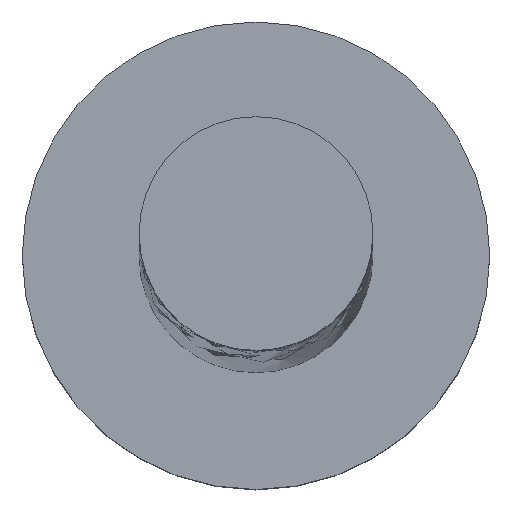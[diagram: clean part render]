
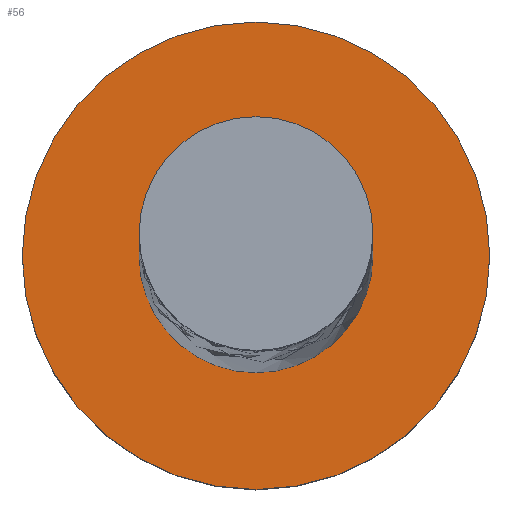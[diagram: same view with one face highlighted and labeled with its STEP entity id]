
A CAD part, top view. The second image highlights one B-rep face of the part: STEP entity #56.
In plain terms, the highlighted planar face has unit normal (0, 0, 1).
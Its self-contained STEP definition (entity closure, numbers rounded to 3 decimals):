
#15 = DIRECTION ( 'NONE',  ( 0., 0., 1. ) ) ;
#30 = AXIS2_PLACEMENT_3D ( 'NONE', #244, #869, #620 ) ;
#56 = ADVANCED_FACE ( 'NONE', ( #1135, #107 ), #863, .T. ) ;
#63 = VERTEX_POINT ( 'NONE', #360 ) ;
#69 = AXIS2_PLACEMENT_3D ( 'NONE', #1007, #15, #873 ) ;
#76 = EDGE_LOOP ( 'NONE', ( #94, #403 ) ) ;
#94 = ORIENTED_EDGE ( 'NONE', *, *, #448, .T. ) ;
#107 = FACE_OUTER_BOUND ( 'NONE', #76, .T. ) ;
#164 = AXIS2_PLACEMENT_3D ( 'NONE', #1064, #1452, #912 ) ;
#204 = VERTEX_POINT ( 'NONE', #422 ) ;
#218 = CIRCLE ( 'NONE', #660, 1.5 ) ;
#244 = CARTESIAN_POINT ( 'NONE',  ( 0., 0., 3. ) ) ;
#275 = CIRCLE ( 'NONE', #1384, 3. ) ;
#323 = ORIENTED_EDGE ( 'NONE', *, *, #369, .F. ) ;
#349 = CARTESIAN_POINT ( 'NONE',  ( -3., 0., 3. ) ) ;
#360 = CARTESIAN_POINT ( 'NONE',  ( 3., 0., 3. ) ) ;
#369 = EDGE_CURVE ( 'NONE', #833, #204, #218, .T. ) ;
#403 = ORIENTED_EDGE ( 'NONE', *, *, #729, .T. ) ;
#422 = CARTESIAN_POINT ( 'NONE',  ( -1.5, 0., 3. ) ) ;
#430 = CIRCLE ( 'NONE', #164, 3. ) ;
#437 = DIRECTION ( 'NONE',  ( 1., 0., 0. ) ) ;
#448 = EDGE_CURVE ( 'NONE', #580, #63, #430, .T. ) ;
#580 = VERTEX_POINT ( 'NONE', #349 ) ;
#617 = CARTESIAN_POINT ( 'NONE',  ( 1.5, 0., 3. ) ) ;
#620 = DIRECTION ( 'NONE',  ( 1., 0., 0. ) ) ;
#660 = AXIS2_PLACEMENT_3D ( 'NONE', #1072, #1575, #437 ) ;
#703 = DIRECTION ( 'NONE',  ( 1., 0., 0. ) ) ;
#729 = EDGE_CURVE ( 'NONE', #63, #580, #275, .T. ) ;
#828 = DIRECTION ( 'NONE',  ( 0., 0., 1. ) ) ;
#833 = VERTEX_POINT ( 'NONE', #617 ) ;
#858 = EDGE_CURVE ( 'NONE', #204, #833, #1044, .T. ) ;
#863 = PLANE ( 'NONE',  #30 ) ;
#869 = DIRECTION ( 'NONE',  ( 0., 0., 1. ) ) ;
#873 = DIRECTION ( 'NONE',  ( 1., 0., 0. ) ) ;
#912 = DIRECTION ( 'NONE',  ( 1., 0., 0. ) ) ;
#1007 = CARTESIAN_POINT ( 'NONE',  ( 0., 0., 3. ) ) ;
#1044 = CIRCLE ( 'NONE', #69, 1.5 ) ;
#1064 = CARTESIAN_POINT ( 'NONE',  ( 0., 0., 3. ) ) ;
#1072 = CARTESIAN_POINT ( 'NONE',  ( 0., 0., 3. ) ) ;
#1135 = FACE_BOUND ( 'NONE', #1204, .T. ) ;
#1204 = EDGE_LOOP ( 'NONE', ( #1324, #323 ) ) ;
#1324 = ORIENTED_EDGE ( 'NONE', *, *, #858, .F. ) ;
#1384 = AXIS2_PLACEMENT_3D ( 'NONE', #1458, #828, #703 ) ;
#1452 = DIRECTION ( 'NONE',  ( 0., 0., 1. ) ) ;
#1458 = CARTESIAN_POINT ( 'NONE',  ( 0., 0., 3. ) ) ;
#1575 = DIRECTION ( 'NONE',  ( 0., 0., 1. ) ) ;
